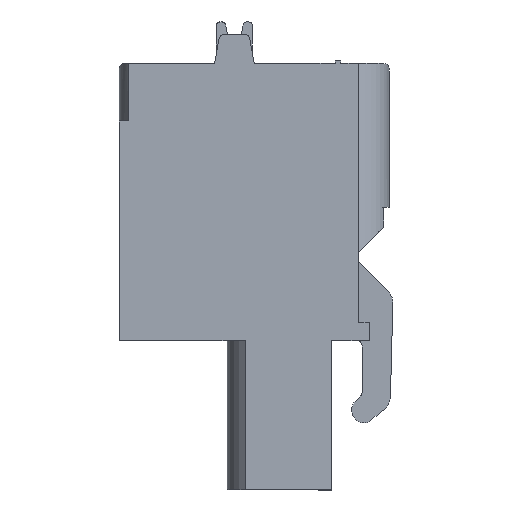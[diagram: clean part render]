
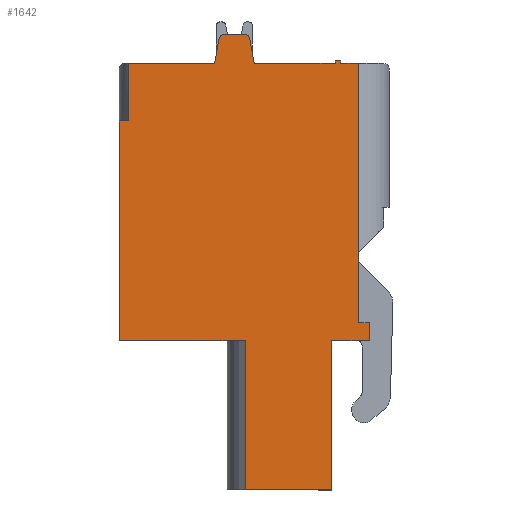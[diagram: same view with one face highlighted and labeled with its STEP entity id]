
A CAD part, left-side view. The second image highlights one B-rep face of the part: STEP entity #1642.
In plain terms, the highlighted planar face has unit normal (-1, 0, 0).
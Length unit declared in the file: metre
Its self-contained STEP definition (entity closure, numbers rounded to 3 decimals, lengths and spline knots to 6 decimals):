
#1642=ADVANCED_FACE('',(#3558),#3559,.F.);
#3558=FACE_OUTER_BOUND('',#5742,.T.);
#3559=PLANE('',#5743);
#5742=EDGE_LOOP('',(#10840,#10841,#10842,#10843,#10844,#10845,#10846,#10847,#10848,#10849,#10850,#10851,#10852,#10853,#10854,#10855,#10856,#10857,#10858,#10859,#10860,#10861));
#5743=AXIS2_PLACEMENT_3D('',#10862,#10863,#10864);
#10840=ORIENTED_EDGE('',*,*,#13252,.T.);
#10841=ORIENTED_EDGE('',*,*,#15044,.T.);
#10842=ORIENTED_EDGE('',*,*,#15045,.T.);
#10843=ORIENTED_EDGE('',*,*,#15046,.F.);
#10844=ORIENTED_EDGE('',*,*,#15047,.F.);
#10845=ORIENTED_EDGE('',*,*,#15020,.T.);
#10846=ORIENTED_EDGE('',*,*,#14978,.T.);
#10847=ORIENTED_EDGE('',*,*,#14974,.T.);
#10848=ORIENTED_EDGE('',*,*,#14971,.T.);
#10849=ORIENTED_EDGE('',*,*,#15026,.T.);
#10850=ORIENTED_EDGE('',*,*,#15048,.F.);
#10851=ORIENTED_EDGE('',*,*,#15029,.F.);
#10852=ORIENTED_EDGE('',*,*,#15011,.F.);
#10853=ORIENTED_EDGE('',*,*,#13649,.T.);
#10854=ORIENTED_EDGE('',*,*,#13690,.T.);
#10855=ORIENTED_EDGE('',*,*,#15009,.T.);
#10856=ORIENTED_EDGE('',*,*,#14113,.T.);
#10857=ORIENTED_EDGE('',*,*,#15000,.T.);
#10858=ORIENTED_EDGE('',*,*,#15049,.T.);
#10859=ORIENTED_EDGE('',*,*,#14986,.T.);
#10860=ORIENTED_EDGE('',*,*,#14993,.F.);
#10861=ORIENTED_EDGE('',*,*,#13802,.T.);
#10862=CARTESIAN_POINT('',(-0.31496,0.0112,-0.0215));
#10863=DIRECTION('',(1.0,0.,0.));
#10864=DIRECTION('',(0.0,1.0,0.));
#13252=EDGE_CURVE('',#15973,#15971,#15974,.T.);
#13649=EDGE_CURVE('',#16605,#16603,#16606,.T.);
#13690=EDGE_CURVE('',#16603,#16682,#16684,.T.);
#13802=EDGE_CURVE('',#16873,#15973,#16874,.T.);
#14113=EDGE_CURVE('',#17365,#17363,#17366,.T.);
#14971=EDGE_CURVE('',#18590,#18588,#18591,.T.);
#14974=EDGE_CURVE('',#18594,#18590,#18595,.T.);
#14978=EDGE_CURVE('',#18600,#18594,#18601,.T.);
#14986=EDGE_CURVE('',#18608,#18610,#18612,.T.);
#14993=EDGE_CURVE('',#16873,#18610,#18619,.T.);
#15000=EDGE_CURVE('',#17363,#18626,#18628,.T.);
#15009=EDGE_CURVE('',#16682,#17365,#18638,.T.);
#15011=EDGE_CURVE('',#16605,#18640,#18641,.T.);
#15020=EDGE_CURVE('',#18651,#18600,#18652,.T.);
#15026=EDGE_CURVE('',#18588,#18659,#18660,.T.);
#15029=EDGE_CURVE('',#18640,#18663,#18664,.T.);
#15044=EDGE_CURVE('',#15971,#18682,#18683,.T.);
#15045=EDGE_CURVE('',#18682,#18684,#18685,.T.);
#15046=EDGE_CURVE('',#18686,#18684,#18687,.T.);
#15047=EDGE_CURVE('',#18651,#18686,#18688,.T.);
#15048=EDGE_CURVE('',#18663,#18659,#18689,.T.);
#15049=EDGE_CURVE('',#18626,#18608,#18690,.T.);
#15971=VERTEX_POINT('',#19939);
#15973=VERTEX_POINT('',#19942);
#15974=LINE('',#19943,#19944);
#16603=VERTEX_POINT('',#20832);
#16605=VERTEX_POINT('',#20835);
#16606=LINE('',#20836,#20837);
#16682=VERTEX_POINT('',#20949);
#16684=LINE('',#20952,#20953);
#16873=VERTEX_POINT('',#21215);
#16874=LINE('',#21216,#21217);
#17363=VERTEX_POINT('',#21931);
#17365=VERTEX_POINT('',#21934);
#17366=LINE('',#21935,#21936);
#18588=VERTEX_POINT('',#23641);
#18590=VERTEX_POINT('',#23644);
#18591=CIRCLE('',#23645,0.0003);
#18594=VERTEX_POINT('',#23649);
#18595=LINE('',#23650,#23651);
#18600=VERTEX_POINT('',#23658);
#18601=CIRCLE('',#23659,0.0003);
#18608=VERTEX_POINT('',#23668);
#18610=VERTEX_POINT('',#23671);
#18612=LINE('',#23674,#23675);
#18619=LINE('',#23684,#23685);
#18626=VERTEX_POINT('',#23694);
#18628=LINE('',#23697,#23698);
#18638=LINE('',#23712,#23713);
#18640=VERTEX_POINT('',#23715);
#18641=LINE('',#23716,#23717);
#18651=VERTEX_POINT('',#23731);
#18652=LINE('',#23732,#23733);
#18659=VERTEX_POINT('',#23743);
#18660=LINE('',#23744,#23745);
#18663=VERTEX_POINT('',#23749);
#18664=LINE('',#23750,#23751);
#18682=VERTEX_POINT('',#23776);
#18683=LINE('',#23777,#23778);
#18684=VERTEX_POINT('',#23779);
#18685=LINE('',#23780,#23781);
#18686=VERTEX_POINT('',#23782);
#18687=LINE('',#23783,#23784);
#18688=LINE('',#23785,#23786);
#18689=LINE('',#23787,#23788);
#18690=LINE('',#23789,#23790);
#19939=CARTESIAN_POINT('',(-0.31496,-0.0003,-0.0083));
#19942=CARTESIAN_POINT('',(-0.31496,-0.0013,-0.0083));
#19943=CARTESIAN_POINT('',(-0.31496,0.0117,-0.0083));
#19944=VECTOR('',#25245,1.0);
#20832=CARTESIAN_POINT('',(-0.31496,0.012,-0.0237));
#20835=CARTESIAN_POINT('',(-0.31496,0.012,-0.0115));
#20836=CARTESIAN_POINT('',(-0.31496,0.012,-0.0238));
#20837=VECTOR('',#25661,1.0);
#20949=CARTESIAN_POINT('',(-0.31496,0.005,-0.0237));
#20952=CARTESIAN_POINT('',(-0.31496,0.005,-0.0237));
#20953=VECTOR('',#25705,1.0);
#21215=CARTESIAN_POINT('',(-0.31496,-0.0013,-0.0227));
#21216=CARTESIAN_POINT('',(-0.31496,-0.0013,-0.0238));
#21217=VECTOR('',#25835,1.0);
#21931=CARTESIAN_POINT('',(-0.31496,0.0002,-0.032));
#21934=CARTESIAN_POINT('',(-0.31496,0.005,-0.032));
#21935=CARTESIAN_POINT('',(-0.31496,0.0002,-0.032));
#21936=VECTOR('',#26154,1.0);
#23641=CARTESIAN_POINT('',(-0.31496,0.006462,-0.006948));
#23644=CARTESIAN_POINT('',(-0.31496,0.006166,-0.0067));
#23645=AXIS2_PLACEMENT_3D('',#27011,#27012,#27013);
#23649=CARTESIAN_POINT('',(-0.31496,0.005034,-0.0067));
#23650=CARTESIAN_POINT('',(-0.31496,0.004822,-0.0067));
#23651=VECTOR('',#27015,1.0);
#23658=CARTESIAN_POINT('',(-0.31496,0.004738,-0.006948));
#23659=AXIS2_PLACEMENT_3D('',#27018,#27019,#27020);
#23668=CARTESIAN_POINT('',(-0.31496,-0.0019,-0.0237));
#23671=CARTESIAN_POINT('',(-0.31496,-0.0019,-0.0227));
#23674=CARTESIAN_POINT('',(-0.31496,-0.0019,-0.0238));
#23675=VECTOR('',#27028,1.0);
#23684=CARTESIAN_POINT('',(-0.31496,-0.0003,-0.0227));
#23685=VECTOR('',#27031,1.0);
#23694=CARTESIAN_POINT('',(-0.31496,0.0002,-0.0237));
#23697=CARTESIAN_POINT('',(-0.31496,0.0002,-0.0237));
#23698=VECTOR('',#27035,1.0);
#23712=CARTESIAN_POINT('',(-0.31496,0.005,-0.032));
#23713=VECTOR('',#27040,1.0);
#23715=CARTESIAN_POINT('',(-0.31496,0.0115,-0.0115));
#23716=CARTESIAN_POINT('',(-0.31496,0.0092,-0.0115));
#23717=VECTOR('',#27041,1.0);
#23731=CARTESIAN_POINT('',(-0.31496,0.0045,-0.0083));
#23732=CARTESIAN_POINT('',(-0.31496,0.004782,-0.0067));
#23733=VECTOR('',#27046,1.0);
#23743=CARTESIAN_POINT('',(-0.31496,0.0067,-0.0083));
#23744=CARTESIAN_POINT('',(-0.31496,0.0067,-0.0083));
#23745=VECTOR('',#27050,1.0);
#23749=CARTESIAN_POINT('',(-0.31496,0.0115,-0.0083));
#23750=CARTESIAN_POINT('',(-0.31496,0.0115,-0.0115));
#23751=VECTOR('',#27052,1.0);
#23776=CARTESIAN_POINT('',(-0.31496,-0.0003,-0.00815));
#23777=CARTESIAN_POINT('',(-0.31496,-0.0003,-0.0215));
#23778=VECTOR('',#27063,1.0);
#23779=CARTESIAN_POINT('',(-0.31496,0.,-0.00815));
#23780=CARTESIAN_POINT('',(-0.31496,0.,-0.00815));
#23781=VECTOR('',#27064,1.0);
#23782=CARTESIAN_POINT('',(-0.31496,0.,-0.0083));
#23783=CARTESIAN_POINT('',(-0.31496,0.,-0.0083));
#23784=VECTOR('',#27065,1.0);
#23785=CARTESIAN_POINT('',(-0.31496,0.0115,-0.0083));
#23786=VECTOR('',#27066,1.0);
#23787=CARTESIAN_POINT('',(-0.31496,0.0115,-0.0083));
#23788=VECTOR('',#27067,1.0);
#23789=CARTESIAN_POINT('',(-0.31496,-0.0007,-0.0237));
#23790=VECTOR('',#27068,1.0);
#25245=DIRECTION('',(0.,1.0,0.));
#25661=DIRECTION('',(0.,0.,-1.0));
#25705=DIRECTION('',(0.0,-1.0,0.0));
#25835=DIRECTION('',(0.,0.,1.0));
#26154=DIRECTION('',(0.0,-1.0,0.));
#27011=CARTESIAN_POINT('',(-0.31496,0.006166,-0.007));
#27012=DIRECTION('',(-1.0,0.0,0.));
#27013=DIRECTION('',(0.,0.0,-1.0));
#27015=DIRECTION('',(0.0,1.0,0.0));
#27018=CARTESIAN_POINT('',(-0.31496,0.005034,-0.007));
#27019=DIRECTION('',(-1.0,0.0,0.));
#27020=DIRECTION('',(0.,0.0,-1.0));
#27028=DIRECTION('',(0.,0.,1.0));
#27031=DIRECTION('',(0.,-1.0,0.));
#27035=DIRECTION('',(0.0,0.0,1.0));
#27040=DIRECTION('',(0.0,0.,-1.0));
#27041=DIRECTION('',(0.,-1.0,0.));
#27046=DIRECTION('',(0.,0.174,0.985));
#27050=DIRECTION('',(0.,0.174,-0.985));
#27052=DIRECTION('',(0.,0.0,1.0));
#27063=DIRECTION('',(0.,0.0,1.0));
#27064=DIRECTION('',(0.0,1.0,0.0));
#27065=DIRECTION('',(0.,0.0,1.0));
#27066=DIRECTION('',(0.0,-1.0,0.0));
#27067=DIRECTION('',(0.0,-1.0,0.0));
#27068=DIRECTION('',(0.0,-1.0,0.0));
